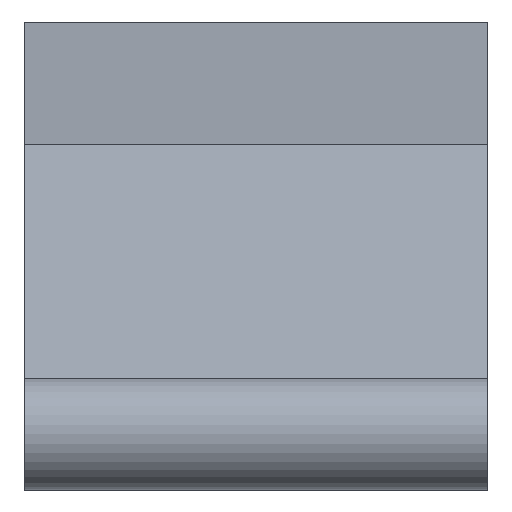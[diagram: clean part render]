
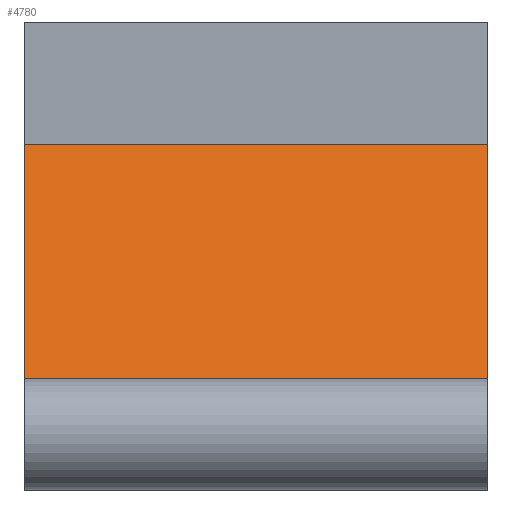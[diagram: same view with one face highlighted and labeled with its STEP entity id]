
A CAD part, front view. The second image highlights one B-rep face of the part: STEP entity #4780.
In plain terms, the highlighted face is planar.
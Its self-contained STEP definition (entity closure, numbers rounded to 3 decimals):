
#60=CARTESIAN_POINT('',(-1066.174,345.444,12.));
#70=DIRECTION('',(0.,0.,1.));
#80=VECTOR('',#70,1.);
#90=LINE('',#60,#80);
#100=CARTESIAN_POINT('',(-1066.174,345.444,0.));
#110=VERTEX_POINT('',#100);
#120=CARTESIAN_POINT('',(-1066.174,345.444,4.15));
#130=VERTEX_POINT('',#120);
#140=EDGE_CURVE('',#110,#130,#90,.T.);
#2730=CARTESIAN_POINT('',(-1033.948,465.713,
0.));
#2740=DIRECTION('',(-0.259,-0.966,0.));
#2750=VECTOR('',#2740,1.);
#2760=LINE('',#2730,#2750);
#2770=CARTESIAN_POINT('',(-1066.737,343.344,0.));
#2780=VERTEX_POINT('',#2770);
#2790=EDGE_CURVE('',#110,#2780,#2760,.T.);
#4380=CARTESIAN_POINT('',(-1066.737,343.344,12.));
#4390=DIRECTION('',(0.,0.,1.));
#4400=VECTOR('',#4390,1.);
#4410=LINE('',#4380,#4400);
#4420=CARTESIAN_POINT('',(-1066.737,343.344,4.15));
#4430=VERTEX_POINT('',#4420);
#4440=EDGE_CURVE('',#2780,#4430,#4410,.T.);
#4620=CARTESIAN_POINT('',(-1066.242,345.192,12.));
#4630=DIRECTION('',(-0.966,0.259,0.));
#4640=DIRECTION('',(-0.259,-0.966,0.));
#4650=AXIS2_PLACEMENT_3D('',#4620,#4630,#4640);
#4660=PLANE('',#4650);
#4670=ORIENTED_EDGE('',*,*,#4440,.T.);
#4680=ORIENTED_EDGE('',*,*,#2790,.T.);
#4690=ORIENTED_EDGE('',*,*,#140,.F.);
#4700=CARTESIAN_POINT('',(-1033.948,465.713,4.15));
#4710=DIRECTION('',(-0.259,-0.966,0.));
#4720=VECTOR('',#4710,1.);
#4730=LINE('',#4700,#4720);
#4740=EDGE_CURVE('',#130,#4430,#4730,.T.);
#4750=ORIENTED_EDGE('',*,*,#4740,.F.);
#4760=EDGE_LOOP('',(#4750,#4690,#4680,#4670));
#4770=FACE_OUTER_BOUND('',#4760,.T.);
#4780=ADVANCED_FACE('',(#4770),#4660,.T.);
